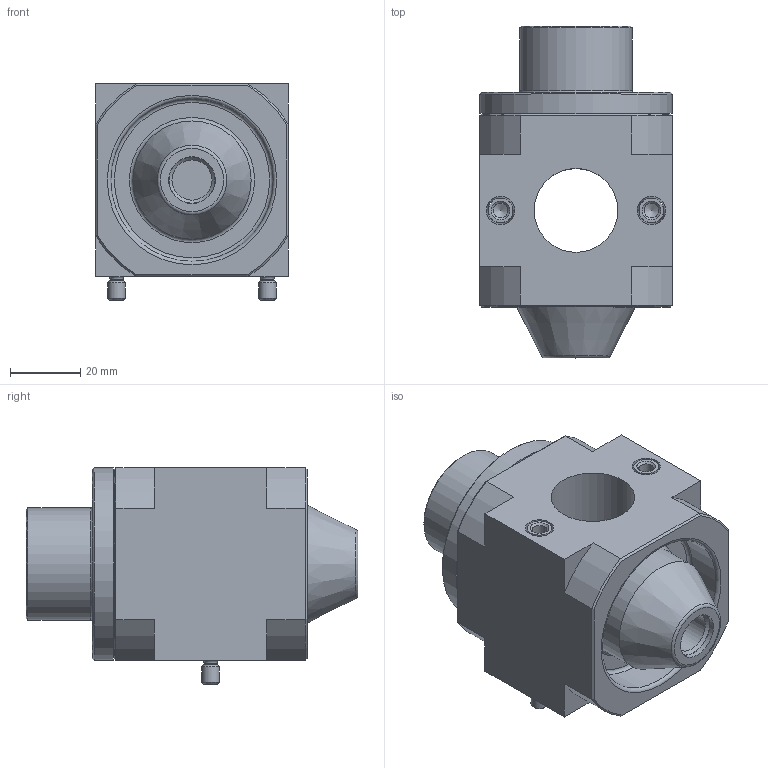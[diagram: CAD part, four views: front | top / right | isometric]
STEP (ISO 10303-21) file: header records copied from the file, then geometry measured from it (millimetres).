
FILE_DESCRIPTION(/* description */ ('STEP AP214'),/* implementation_level */ '2;1');
FILE_NAME(/* name */ '193249_HEP-D-MIDI',/* time_stamp */ '2024-08-29T04:22:12+02:00',/* author */ ('License CC BY-ND 4.0'),/* organization */ ('CADENAS'),/* preprocessor_version */ 'ST-DEVELOPER v19.3',/* originating_system */ 'PARTsolutions',/* authorisation */ ' ');
FILE_SCHEMA (('CONFIG_CONTROL_DESIGN','AUTOMOTIVE_DESIGN {1 0 10303 214 3 1 1}'));
Length unit declared in the file: millimetre
Products named in the file (3): 193249 HEP-D-MIDI; 397001 HEP-D-MIDI; 351358 FRB-D-MIDI
Assembly tree (3 placements, depth 2):
  193249 HEP-D-MIDI
    397001 HEP-D-MIDI
    351358 FRB-D-MIDI  x2
Bounding box: 55 x 94.6 x 61.8 mm (x, y, z)
Volume: 161839.7 mm3; surface area: 34869.4 mm2
Topology: 3 solids, 3 shells, 173 faces, 390 edges, 244 vertices
Faces by surface type: plane 95, cylinder 36, cone 25, torus 13, sphere 4
Full cylindrical faces by diameter (mm): 3.7 x2, 4.134 x2, 5 x2, 7 x2, 8 x4, 8.2 x4, 8.566 x1, 11.445 x1, 13.3 x1, 23.9 x1, 24 x1, 26.7 x1, 31.1 x1, 32 x1, 33.7 x1, 46.3 x1, 51.6 x1, 55 x1
Entity records: 5322 total; most frequent: DIRECTION 764, CARTESIAN_POINT 745, ORIENTED_EDGE 616, EDGE_CURVE 308, AXIS2_PLACEMENT_3D 308, FACE_BOUND 239, EDGE_LOOP 238, VERTEX_POINT 225
